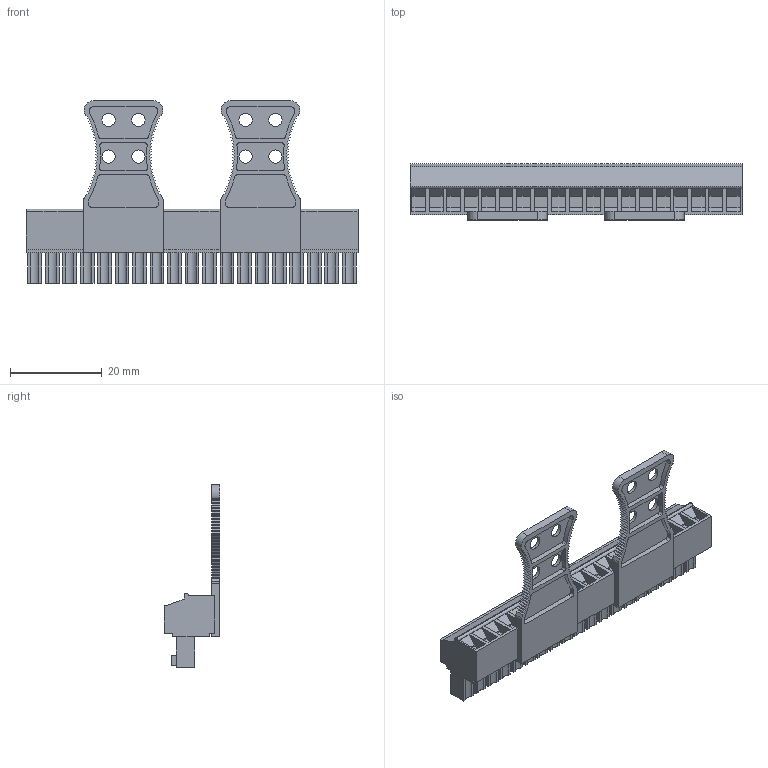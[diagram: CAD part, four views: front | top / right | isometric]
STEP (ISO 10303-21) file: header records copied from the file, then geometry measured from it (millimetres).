
FILE_DESCRIPTION(('CATIA V5 STEP Exchange','CAx-IF Rec.Pracs.--- Model Styling and Organization---1.2---2011-12-15'),'2;1');
FILE_NAME ('D1450064_0_1236440000_1236440000.stp','2018-09-19T11:47:25+00:00',('none'),('Weidmueller'),'CATIA Version 5-6 Release 2014','CATIA V5 STEP AP214','none');
FILE_SCHEMA(('AUTOMOTIVE_DESIGN { 1 0 10303 214 1 1 1 1 }'));
Length unit declared in the file: millimetre
Products named in the file (1): 1236440000
Bounding box: 72.39 x 12.2 x 39.75 mm (x, y, z)
Volume: 8024.9 mm3; surface area: 8708.7 mm2
Topology: 3 solids, 3 shells, 906 faces, 2450 edges, 1632 vertices
Faces by surface type: plane 718, cylinder 150, cone 38
Entity records: 26001 total; most frequent: ORIENTED_EDGE 4900, CARTESIAN_POINT 4609, DIRECTION 3502, EDGE_CURVE 2450, VECTOR 2074, LINE 2074, VERTEX_POINT 1632, EDGE_LOOP 1004
